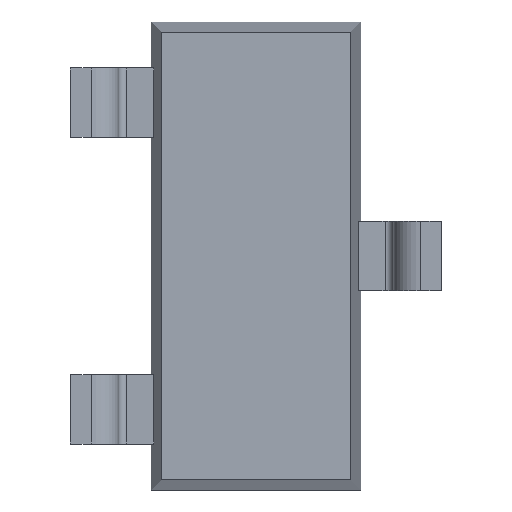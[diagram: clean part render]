
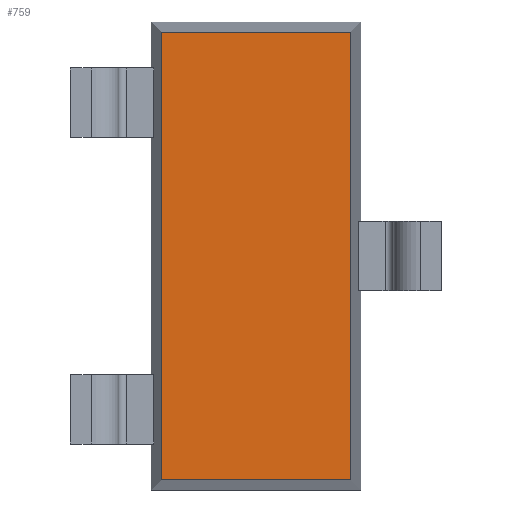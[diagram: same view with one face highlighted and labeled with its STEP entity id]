
A CAD part, front view. The second image highlights one B-rep face of the part: STEP entity #759.
In plain terms, the highlighted planar face has unit normal (0, -1, 0).
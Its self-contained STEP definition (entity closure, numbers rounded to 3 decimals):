
#1 = AXIS2_PLACEMENT_3D ( 'NONE', #868, #274, #17 ) ;
#17 = DIRECTION ( 'NONE',  ( 0., 0., -1. ) ) ;
#165 = CARTESIAN_POINT ( 'NONE',  ( 0.587, 0.1, 0. ) ) ;
#169 = EDGE_LOOP ( 'NONE', ( #588, #570, #559, #1587 ) ) ;
#177 = LINE ( 'NONE', #1540, #993 ) ;
#202 = VERTEX_POINT ( 'NONE', #861 ) ;
#274 = DIRECTION ( 'NONE',  ( 0., -1., 0. ) ) ;
#353 = CARTESIAN_POINT ( 'NONE',  ( 0.587, 0.1, 1.387 ) ) ;
#499 = VECTOR ( 'NONE', #627, 1000. ) ;
#520 = EDGE_CURVE ( 'NONE', #630, #1269, #785, .T. ) ;
#559 = ORIENTED_EDGE ( 'NONE', *, *, #1486, .T. ) ;
#566 = CARTESIAN_POINT ( 'NONE',  ( 0., 0.1, -1.387 ) ) ;
#570 = ORIENTED_EDGE ( 'NONE', *, *, #520, .T. ) ;
#588 = ORIENTED_EDGE ( 'NONE', *, *, #1284, .T. ) ;
#609 = CARTESIAN_POINT ( 'NONE',  ( -0.587, 0.1, -1.387 ) ) ;
#627 = DIRECTION ( 'NONE',  ( 0., 0., -1. ) ) ;
#630 = VERTEX_POINT ( 'NONE', #609 ) ;
#634 = LINE ( 'NONE', #165, #887 ) ;
#746 = DIRECTION ( 'NONE',  ( 0., 0., 1. ) ) ;
#759 = ADVANCED_FACE ( 'NONE', ( #1532 ), #1373, .T. ) ;
#785 = LINE ( 'NONE', #566, #1237 ) ;
#797 = VERTEX_POINT ( 'NONE', #353 ) ;
#861 = CARTESIAN_POINT ( 'NONE',  ( -0.587, 0.1, 1.387 ) ) ;
#868 = CARTESIAN_POINT ( 'NONE',  ( 0., 0.1, 0. ) ) ;
#887 = VECTOR ( 'NONE', #746, 1000. ) ;
#949 = DIRECTION ( 'NONE',  ( -1., 0., 0. ) ) ;
#993 = VECTOR ( 'NONE', #949, 1000. ) ;
#999 = LINE ( 'NONE', #1249, #499 ) ;
#1237 = VECTOR ( 'NONE', #1420, 1000. ) ;
#1249 = CARTESIAN_POINT ( 'NONE',  ( -0.587, 0.1, 0. ) ) ;
#1269 = VERTEX_POINT ( 'NONE', #1363 ) ;
#1284 = EDGE_CURVE ( 'NONE', #202, #630, #999, .T. ) ;
#1363 = CARTESIAN_POINT ( 'NONE',  ( 0.587, 0.1, -1.387 ) ) ;
#1373 = PLANE ( 'NONE',  #1 ) ;
#1420 = DIRECTION ( 'NONE',  ( 1., 0., 0. ) ) ;
#1486 = EDGE_CURVE ( 'NONE', #1269, #797, #634, .T. ) ;
#1532 = FACE_OUTER_BOUND ( 'NONE', #169, .T. ) ;
#1540 = CARTESIAN_POINT ( 'NONE',  ( 0., 0.1, 1.387 ) ) ;
#1576 = EDGE_CURVE ( 'NONE', #797, #202, #177, .T. ) ;
#1587 = ORIENTED_EDGE ( 'NONE', *, *, #1576, .T. ) ;
